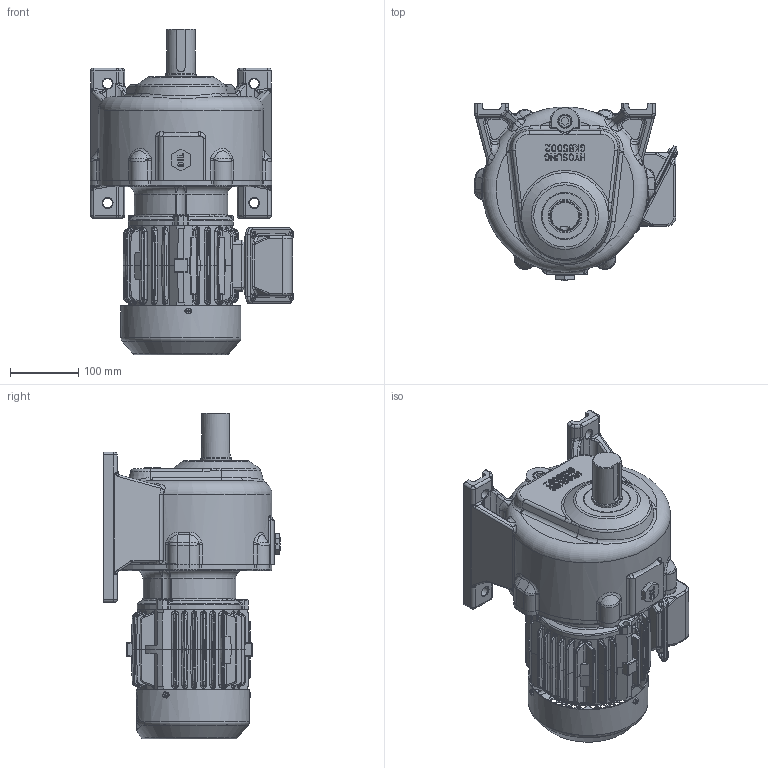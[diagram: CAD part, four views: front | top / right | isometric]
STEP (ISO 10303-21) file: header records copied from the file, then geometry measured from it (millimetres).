
FILE_DESCRIPTION(/* description */ ('Unknown'),/* implementation_level */ '2;1');
FILE_NAME(/* name */ 'EK2DO07139_FHB_0.75kW_R75_CUSTOMER',/* time_stamp */ '2019-06-24T09:25:25+09:00',/* author */ ('Unknown'),/* organization */ ('Unknown'),/* preprocessor_version */ 'ST-DEVELOPER v16.7',/* originating_system */ 'DEX',/* authorisation */ $);
FILE_SCHEMA (('AP203_CONFIGURATION_CONTROLLED_3D_DESIGN_OF_MECHANICAL_PARTS_AND_ASSEMBLIES_MIM_LF { 1 0 10303 203 3 1 4 }','AP242_MANAGED_MODEL_BASED_3D_ENGINEERING_MIM_LF { 1 0 10303 442 1 1 4 }','AUTOMOTIVE_DESIGN {1 0 10303 214 3 1 1}'));
Length unit declared in the file: millimetre
Products named in the file (19): EK2DO07139_FHB_0.75kW_R75_CUSTOMER; DKA0100049_DGKBS002_CASING_mbs_kmj_CUSTOMER; DKA0500666_DGKDS402; DKA0700323_DGKDS006; DKA0800182_DGKBS190_CUSTOMER; 4-2 FR.80M_ROUND_CUSTOMER; 1-2 FR.80M_ROUND_DMA0300844; 2-1 �ݺ��� �����+��켓+후드+볼트; DSMW10382_饶3; M5x8_饶靛; 3-1 FR.80~90 繹っ 欽; DMA0700233; DMA120011(橇饭烙啊勱皜鞀れ紦); DMA1200110(´ÜÀÚ¹Ú½º•ìŠ¤ê°€ìŠ¤ì¼“); DMA0700372; ~FR.132 炼赋杭飘柬姼_旎る矂; Socket Plug Conical Hole Thread R 1-2 DIN 906(Screw Plug Conical Hole
 Thread R 1-2 DIN 906); Oil Seal(45x68x12); 1in BSP Tank Plug_5530
Assembly tree (23 placements, depth 4):
  EK2DO07139_FHB_0.75kW_R75_CUSTOMER
    DKA0100049_DGKBS002_CASING_mbs_kmj_CUSTOMER
    DKA0500666_DGKDS402
    DKA0700323_DGKDS006
    DKA0800182_DGKBS190_CUSTOMER
    4-2 FR.80M_ROUND_CUSTOMER
      1-2 FR.80M_ROUND_DMA0300844
      2-1 �ݺ��� �����+��켓+후드+볼트
        DSMW10382_饶3
        M5x8_饶靛  x3
      3-1 FR.80~90 繹っ 欽
        DMA0700233
        DMA120011(橇饭烙啊勱皜鞀れ紦)
        DMA1200110(´ÜÀÚ¹Ú½º•ìŠ¤ê°€ìŠ¤ì¼“)
        DMA0700372
        ~FR.132 炼赋杭飘柬姼_旎る矂  x4
    Socket Plug Conical Hole Thread R 1-2 DIN 906(Screw Plug Conical Hole
 Thread R 1-2 DIN 906)
    Oil Seal(45x68x12)
    1in BSP Tank Plug_5530
Bounding box: 298.46 x 259.5 x 478 mm (x, y, z)
Volume: 11879846.7 mm3; surface area: 853371.9 mm2
Topology: 20 solids, 20 shells, 3456 faces, 8910 edges, 5501 vertices
Faces by surface type: cylinder 1247, plane 1200, bspline 707, torus 161, cone 95, sphere 46
Full cylindrical faces by diameter (mm): 1.5 x1, 4.917 x8, 5 x3, 6 x10, 6.647 x12, 7 x8, 8 x4, 8.376 x12, 9 x7, 9.5 x3, 10.5 x4, 14 x4, 15 x1, 17 x1, 18 x1, 20 x4, 22.92 x1, 25 x1, 26 x1, 30 x1, 40 x1, 42 x1, 45 x2, 49.8 x1, 50 x1, 64 x1, 68 x2, 147 x2, 213 x1, 222 x1
Entity records: 113830 total; most frequent: CARTESIAN_POINT 36135, ORIENTED_EDGE 16518, DIRECTION 15386, EDGE_CURVE 8259, AXIS2_PLACEMENT_3D 5852, VERTEX_POINT 5211, FACE_BOUND 3894, EDGE_LOOP 3878
